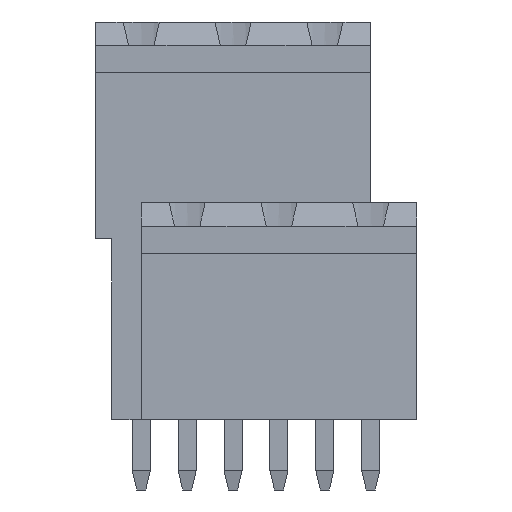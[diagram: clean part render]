
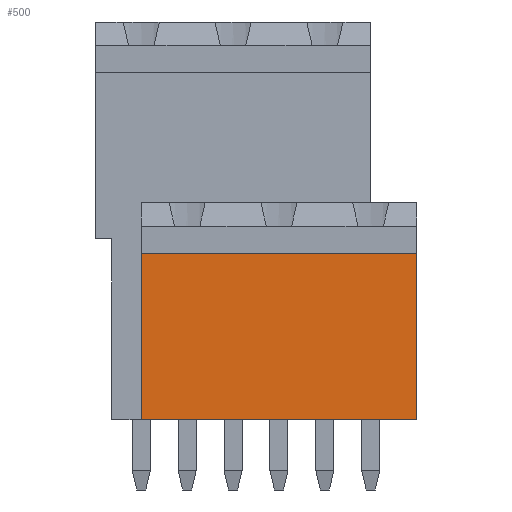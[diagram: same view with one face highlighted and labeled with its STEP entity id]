
A CAD part, front view. The second image highlights one B-rep face of the part: STEP entity #500.
In plain terms, the highlighted planar face has unit normal (0, -1, 0).
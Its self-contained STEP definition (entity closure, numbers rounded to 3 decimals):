
#500 = ADVANCED_FACE( '', ( #1162 ), #1163, .F. );
#1162 = FACE_OUTER_BOUND( '', #2022, .T. );
#1163 = PLANE( '', #2023 );
#2022 = EDGE_LOOP( '', ( #3260, #3261, #3262, #3263 ) );
#2023 = AXIS2_PLACEMENT_3D( '', #3264, #3265, #3266 );
#3260 = ORIENTED_EDGE( '', *, *, #5478, .F. );
#3261 = ORIENTED_EDGE( '', *, *, #5655, .F. );
#3262 = ORIENTED_EDGE( '', *, *, #5680, .F. );
#3263 = ORIENTED_EDGE( '', *, *, #5681, .F. );
#3264 = CARTESIAN_POINT( '', ( 0., -18.85, 0. ) );
#3265 = DIRECTION( '', ( 0., 1., 0. ) );
#3266 = DIRECTION( '', ( 0., 0., 1. ) );
#5478 = EDGE_CURVE( '', #6635, #6637, #6638, .T. );
#5655 = EDGE_CURVE( '', #6934, #6635, #6936, .T. );
#5680 = EDGE_CURVE( '', #6975, #6934, #6976, .T. );
#5681 = EDGE_CURVE( '', #6637, #6975, #6977, .T. );
#6635 = VERTEX_POINT( '', #8292 );
#6637 = VERTEX_POINT( '', #8295 );
#6638 = LINE( '', #8296, #8297 );
#6934 = VERTEX_POINT( '', #8732 );
#6936 = LINE( '', #8735, #8736 );
#6975 = VERTEX_POINT( '', #8797 );
#6976 = LINE( '', #8798, #8799 );
#6977 = LINE( '', #8800, #8801 );
#8292 = CARTESIAN_POINT( '', ( -5.08, -18.85, -11. ) );
#8295 = CARTESIAN_POINT( '', ( -5.08, -18.85, -1.8 ) );
#8296 = CARTESIAN_POINT( '', ( -5.08, -18.85, -11. ) );
#8297 = VECTOR( '', #10327, 1000. );
#8732 = CARTESIAN_POINT( '', ( 10.16, -18.85, -11. ) );
#8735 = CARTESIAN_POINT( '', ( 10.16, -18.85, -11. ) );
#8736 = VECTOR( '', #10498, 1000. );
#8797 = CARTESIAN_POINT( '', ( 10.16, -18.85, -1.8 ) );
#8798 = CARTESIAN_POINT( '', ( 10.16, -18.85, -1.8 ) );
#8799 = VECTOR( '', #10521, 1000. );
#8800 = CARTESIAN_POINT( '', ( -5.08, -18.85, -1.8 ) );
#8801 = VECTOR( '', #10522, 1000. );
#10327 = DIRECTION( '', ( 0., 0., 1. ) );
#10498 = DIRECTION( '', ( -1., 0., 0. ) );
#10521 = DIRECTION( '', ( 0., 0., -1. ) );
#10522 = DIRECTION( '', ( 1., 0., 0. ) );
